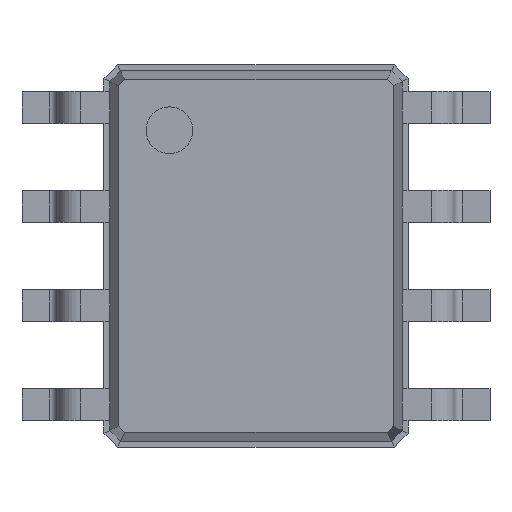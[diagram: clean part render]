
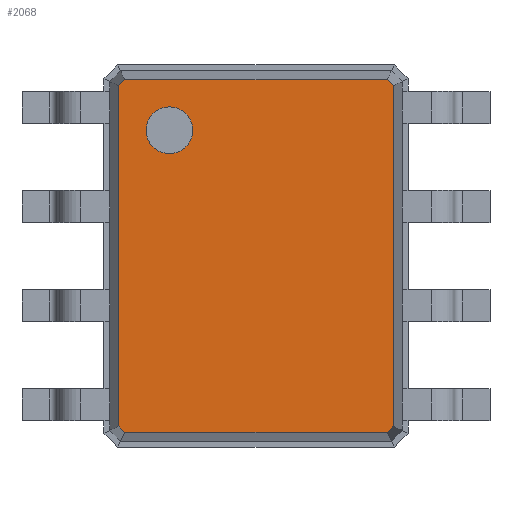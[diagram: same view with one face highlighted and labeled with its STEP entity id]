
A CAD part, top view. The second image highlights one B-rep face of the part: STEP entity #2068.
In plain terms, the highlighted planar face has unit normal (0, 0, 1).
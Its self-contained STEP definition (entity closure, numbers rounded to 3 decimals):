
#1054 = VERTEX_POINT('',#1055);
#1055 = CARTESIAN_POINT('',(1.76,-2.18,1.75));
#1060 = EDGE_CURVE('',#1061,#1054,#1063,.T.);
#1061 = VERTEX_POINT('',#1062);
#1062 = CARTESIAN_POINT('',(1.76,2.18,1.75));
#1063 = LINE('',#1064,#1065);
#1064 = CARTESIAN_POINT('',(1.76,2.18,1.75));
#1065 = VECTOR('',#1066,1.);
#1066 = DIRECTION('',(0.,-1.,0.));
#2051 = EDGE_CURVE('',#2052,#1061,#2054,.T.);
#2052 = VERTEX_POINT('',#2053);
#2053 = CARTESIAN_POINT('',(1.68,2.26,1.75));
#2054 = LINE('',#2055,#2056);
#2055 = CARTESIAN_POINT('',(1.68,2.26,1.75));
#2056 = VECTOR('',#2057,1.);
#2057 = DIRECTION('',(0.707,-0.707,0.));
#2068 = ADVANCED_FACE('',(#2069,#2119),#2130,.F.);
#2069 = FACE_BOUND('',#2070,.F.);
#2070 = EDGE_LOOP('',(#2071,#2079,#2080,#2081,#2089,#2097,#2105,#2113));
#2071 = ORIENTED_EDGE('',*,*,#2072,.T.);
#2072 = EDGE_CURVE('',#2073,#2052,#2075,.T.);
#2073 = VERTEX_POINT('',#2074);
#2074 = CARTESIAN_POINT('',(-1.68,2.26,1.75));
#2075 = LINE('',#2076,#2077);
#2076 = CARTESIAN_POINT('',(-1.68,2.26,1.75));
#2077 = VECTOR('',#2078,1.);
#2078 = DIRECTION('',(1.,0.,0.));
#2079 = ORIENTED_EDGE('',*,*,#2051,.T.);
#2080 = ORIENTED_EDGE('',*,*,#1060,.T.);
#2081 = ORIENTED_EDGE('',*,*,#2082,.T.);
#2082 = EDGE_CURVE('',#1054,#2083,#2085,.T.);
#2083 = VERTEX_POINT('',#2084);
#2084 = CARTESIAN_POINT('',(1.68,-2.26,1.75));
#2085 = LINE('',#2086,#2087);
#2086 = CARTESIAN_POINT('',(1.76,-2.18,1.75));
#2087 = VECTOR('',#2088,1.);
#2088 = DIRECTION('',(-0.707,-0.707,0.));
#2089 = ORIENTED_EDGE('',*,*,#2090,.T.);
#2090 = EDGE_CURVE('',#2083,#2091,#2093,.T.);
#2091 = VERTEX_POINT('',#2092);
#2092 = CARTESIAN_POINT('',(-1.68,-2.26,1.75));
#2093 = LINE('',#2094,#2095);
#2094 = CARTESIAN_POINT('',(1.68,-2.26,1.75));
#2095 = VECTOR('',#2096,1.);
#2096 = DIRECTION('',(-1.,0.,0.));
#2097 = ORIENTED_EDGE('',*,*,#2098,.T.);
#2098 = EDGE_CURVE('',#2091,#2099,#2101,.T.);
#2099 = VERTEX_POINT('',#2100);
#2100 = CARTESIAN_POINT('',(-1.76,-2.18,1.75));
#2101 = LINE('',#2102,#2103);
#2102 = CARTESIAN_POINT('',(-1.68,-2.26,1.75));
#2103 = VECTOR('',#2104,1.);
#2104 = DIRECTION('',(-0.707,0.707,0.));
#2105 = ORIENTED_EDGE('',*,*,#2106,.T.);
#2106 = EDGE_CURVE('',#2099,#2107,#2109,.T.);
#2107 = VERTEX_POINT('',#2108);
#2108 = CARTESIAN_POINT('',(-1.76,2.18,1.75));
#2109 = LINE('',#2110,#2111);
#2110 = CARTESIAN_POINT('',(-1.76,-2.18,1.75));
#2111 = VECTOR('',#2112,1.);
#2112 = DIRECTION('',(0.,1.,0.));
#2113 = ORIENTED_EDGE('',*,*,#2114,.T.);
#2114 = EDGE_CURVE('',#2107,#2073,#2115,.T.);
#2115 = LINE('',#2116,#2117);
#2116 = CARTESIAN_POINT('',(-1.76,2.18,1.75));
#2117 = VECTOR('',#2118,1.);
#2118 = DIRECTION('',(0.707,0.707,0.));
#2119 = FACE_BOUND('',#2120,.F.);
#2120 = EDGE_LOOP('',(#2121));
#2121 = ORIENTED_EDGE('',*,*,#2122,.T.);
#2122 = EDGE_CURVE('',#2123,#2123,#2125,.T.);
#2123 = VERTEX_POINT('',#2124);
#2124 = CARTESIAN_POINT('',(-1.11,1.31,1.75));
#2125 = CIRCLE('',#2126,0.3);
#2126 = AXIS2_PLACEMENT_3D('',#2127,#2128,#2129);
#2127 = CARTESIAN_POINT('',(-1.11,1.61,1.75));
#2128 = DIRECTION('',(0.,0.,1.));
#2129 = DIRECTION('',(0.,-1.,0.));
#2130 = PLANE('',#2131);
#2131 = AXIS2_PLACEMENT_3D('',#2132,#2133,#2134);
#2132 = CARTESIAN_POINT('',(-1.68,2.26,1.75));
#2133 = DIRECTION('',(0.,0.,-1.));
#2134 = DIRECTION('',(0.597,-0.803,0.));
